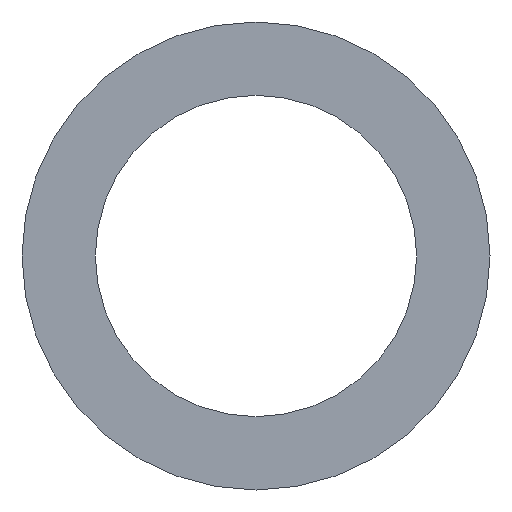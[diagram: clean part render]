
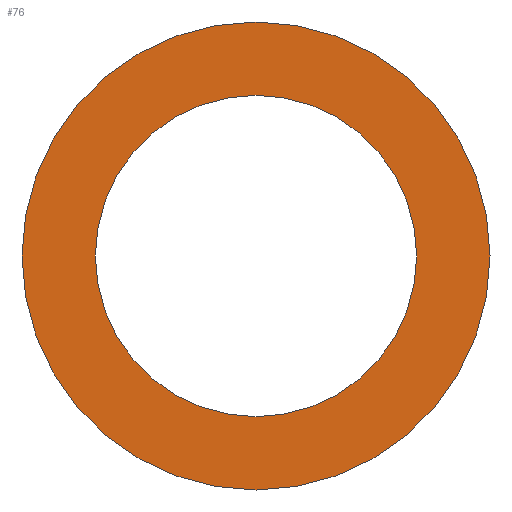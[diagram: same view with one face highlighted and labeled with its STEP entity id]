
A CAD part, left-side view. The second image highlights one B-rep face of the part: STEP entity #76.
In plain terms, the highlighted planar face has unit normal (-1, 0, 0).
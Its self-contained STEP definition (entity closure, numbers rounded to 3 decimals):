
#76 = ADVANCED_FACE( '', ( #188, #189 ), #190, .T. );
#80 = VERTEX_POINT( '', #194 );
#86 = VERTEX_POINT( '', #201 );
#108 = VERTEX_POINT( '', #225 );
#116 = EDGE_CURVE( '', #136, #86, #233, .T. );
#134 = EDGE_CURVE( '', #86, #136, #252, .T. );
#136 = VERTEX_POINT( '', #254 );
#138 = EDGE_CURVE( '', #80, #108, #256, .T. );
#146 = EDGE_CURVE( '', #108, #80, #267, .T. );
#188 = FACE_BOUND( '', #307, .T. );
#189 = FACE_OUTER_BOUND( '', #308, .T. );
#190 = PLANE( '', #309 );
#194 = CARTESIAN_POINT( '', ( -113., 92., 0. ) );
#201 = CARTESIAN_POINT( '', ( -113., -134., 0. ) );
#225 = CARTESIAN_POINT( '', ( -113., -92., 0. ) );
#233 = CIRCLE( '', #369, 134. );
#252 = CIRCLE( '', #392, 134. );
#254 = CARTESIAN_POINT( '', ( -113., 134., 0. ) );
#256 = CIRCLE( '', #397, 92. );
#267 = CIRCLE( '', #409, 92. );
#307 = EDGE_LOOP( '', ( #444, #445 ) );
#308 = EDGE_LOOP( '', ( #446, #447 ) );
#309 = AXIS2_PLACEMENT_3D( '', #448, #449, #450 );
#369 = AXIS2_PLACEMENT_3D( '', #493, #494, #495 );
#392 = AXIS2_PLACEMENT_3D( '', #512, #513, #514 );
#397 = AXIS2_PLACEMENT_3D( '', #515, #516, #517 );
#409 = AXIS2_PLACEMENT_3D( '', #534, #535, #536 );
#444 = ORIENTED_EDGE( '', *, *, #138, .F. );
#445 = ORIENTED_EDGE( '', *, *, #146, .F. );
#446 = ORIENTED_EDGE( '', *, *, #116, .T. );
#447 = ORIENTED_EDGE( '', *, *, #134, .T. );
#448 = CARTESIAN_POINT( '', ( -113., 113., 0. ) );
#449 = DIRECTION( '', ( -1., 0., 0. ) );
#450 = DIRECTION( '', ( 0., 1., 0. ) );
#493 = CARTESIAN_POINT( '', ( -113., 0., 0. ) );
#494 = DIRECTION( '', ( -1., 0., 0. ) );
#495 = DIRECTION( '', ( 0., 1., 0. ) );
#512 = CARTESIAN_POINT( '', ( -113., 0., 0. ) );
#513 = DIRECTION( '', ( -1., 0., 0. ) );
#514 = DIRECTION( '', ( 0., 1., 0. ) );
#515 = CARTESIAN_POINT( '', ( -113., 0., 0. ) );
#516 = DIRECTION( '', ( -1., 0., 0. ) );
#517 = DIRECTION( '', ( 0., 1., 0. ) );
#534 = CARTESIAN_POINT( '', ( -113., 0., 0. ) );
#535 = DIRECTION( '', ( -1., 0., 0. ) );
#536 = DIRECTION( '', ( 0., 1., 0. ) );
